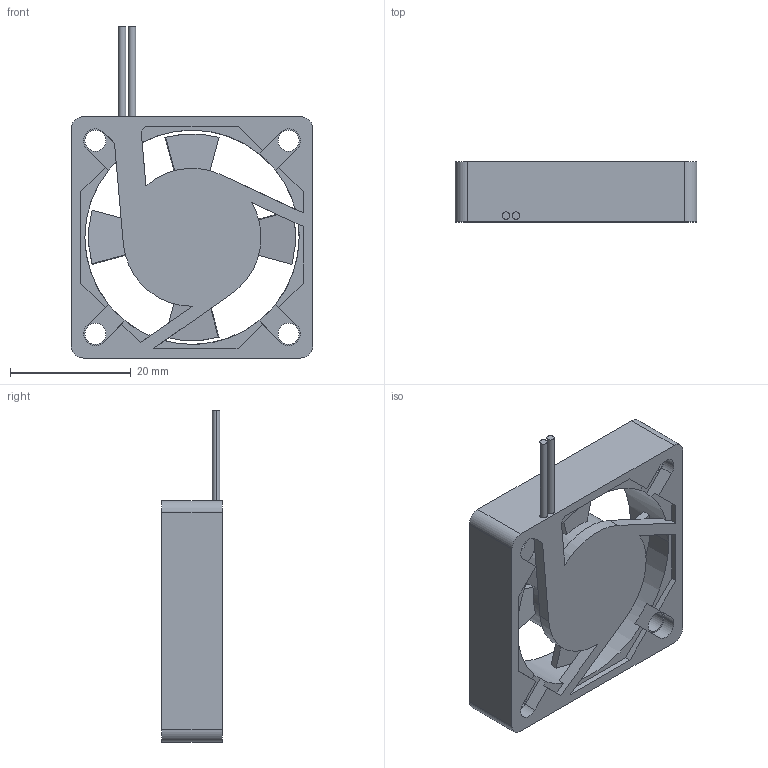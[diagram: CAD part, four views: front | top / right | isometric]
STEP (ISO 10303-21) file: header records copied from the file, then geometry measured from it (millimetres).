
FILE_DESCRIPTION(('starvars output'),'2;1');
FILE_NAME('1604KL-01W-B30-X00_3D.stp','11:23:07 2012/10/18',( 'Thomas Industrial Network Germany GmbH'),( 'Thomas Industrial Network Germany GmbH'),'unknown preprocess','ACIS' ,'unknown authorization');
FILE_SCHEMA(('AUTOMOTIVE_DESIGN_CC2 {UNKNOWN IMPLEMENTATION LEVEL}'));
Length unit declared in the file: millimetre
Products named in the file (1): PRODUCT_ID_1
Bounding box: 40 x 10 x 55 mm (x, y, z)
Volume: 9078.8 mm3; surface area: 6568.8 mm2
Topology: 1 solids, 1 shells, 111 faces, 306 edges, 204 vertices
Faces by surface type: plane 67, cylinder 44
Entity records: 4145 total; most frequent: ORIENTED_EDGE 612, CARTESIAN_POINT 532, DIRECTION 481, EDGE_CURVE 306, VERTEX_POINT 204, VECTOR 175, LINE 175, AXIS2_PLACEMENT_3D 153
